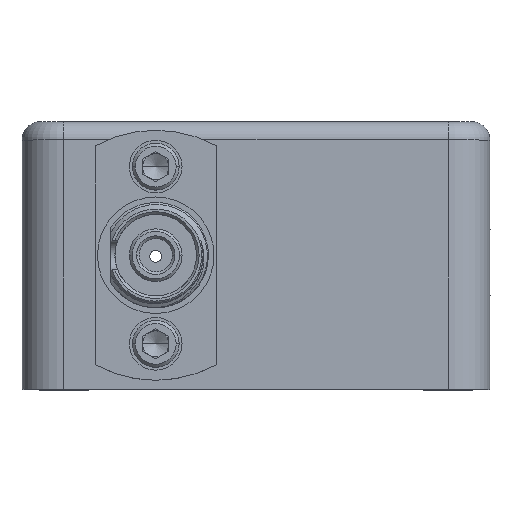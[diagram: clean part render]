
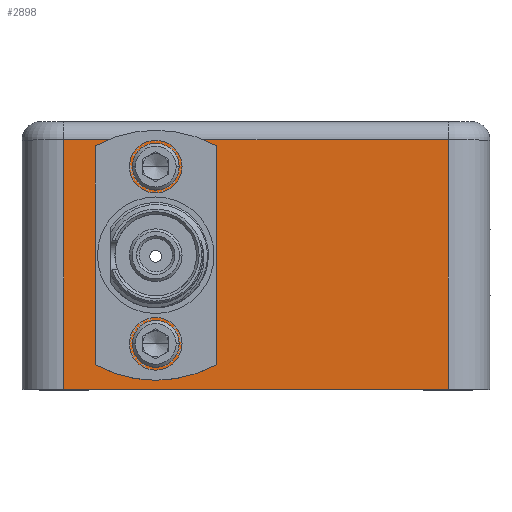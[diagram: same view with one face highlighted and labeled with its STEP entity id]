
A CAD part, top view. The second image highlights one B-rep face of the part: STEP entity #2898.
In plain terms, the highlighted planar face has unit normal (0, 0, 1).
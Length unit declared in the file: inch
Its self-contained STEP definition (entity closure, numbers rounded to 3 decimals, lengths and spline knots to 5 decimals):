
#2770 = EDGE_CURVE ( 'NONE', #2771, #2772, #26517, .T. ) ;
#2771 = VERTEX_POINT ( 'NONE', #26510 ) ;
#2772 = VERTEX_POINT ( 'NONE', #26507 ) ;
#2777 = ORIENTED_EDGE ( 'NONE', *, *, #2781, .F. ) ;
#2781 = EDGE_CURVE ( 'NONE', #2772, #2771, #26487, .T. ) ;
#2786 = EDGE_LOOP ( 'NONE', ( #2972, #2842 ) ) ;
#2842 = ORIENTED_EDGE ( 'NONE', *, *, #2847, .F. ) ;
#2847 = EDGE_CURVE ( 'NONE', #64359, #71846, #26784, .T. ) ;
#2851 = EDGE_LOOP ( 'NONE', ( #2857, #2869 ) ) ;
#2857 = ORIENTED_EDGE ( 'NONE', *, *, #2858, .F. ) ;
#2858 = EDGE_CURVE ( 'NONE', #2859, #2863, #26887, .T. ) ;
#2859 = VERTEX_POINT ( 'NONE', #26877 ) ;
#2863 = VERTEX_POINT ( 'NONE', #26876 ) ;
#2869 = ORIENTED_EDGE ( 'NONE', *, *, #2870, .F. ) ;
#2870 = EDGE_CURVE ( 'NONE', #2863, #2859, #26937, .T. ) ;
#2876 = EDGE_LOOP ( 'NONE', ( #2879, #2936, #2944, #2956 ) ) ;
#2879 = ORIENTED_EDGE ( 'NONE', *, *, #2925, .T. ) ;
#2898 = ADVANCED_FACE ( 'NONE', ( #27009, #27007, #27005, #27003 ), #26951, .F. ) ;
#2900 = EDGE_LOOP ( 'NONE', ( #2905, #2777 ) ) ;
#2905 = ORIENTED_EDGE ( 'NONE', *, *, #2770, .F. ) ;
#2925 = EDGE_CURVE ( 'NONE', #2927, #2931, #27109, .T. ) ;
#2927 = VERTEX_POINT ( 'NONE', #27103 ) ;
#2931 = VERTEX_POINT ( 'NONE', #27100 ) ;
#2936 = ORIENTED_EDGE ( 'NONE', *, *, #2938, .T. ) ;
#2938 = EDGE_CURVE ( 'NONE', #2931, #2940, #27088, .T. ) ;
#2940 = VERTEX_POINT ( 'NONE', #27084 ) ;
#2944 = ORIENTED_EDGE ( 'NONE', *, *, #2947, .T. ) ;
#2947 = EDGE_CURVE ( 'NONE', #2940, #2951, #27073, .T. ) ;
#2951 = VERTEX_POINT ( 'NONE', #27139 ) ;
#2956 = ORIENTED_EDGE ( 'NONE', *, *, #2959, .T. ) ;
#2959 = EDGE_CURVE ( 'NONE', #2951, #2927, #27237, .T. ) ;
#2972 = ORIENTED_EDGE ( 'NONE', *, *, #2974, .F. ) ;
#2974 = EDGE_CURVE ( 'NONE', #71846, #64359, #27347, .T. ) ;
#26481 = DIRECTION ( 'NONE',  ( 1., 0., 0. ) ) ;
#26482 = DIRECTION ( 'NONE',  ( 0., 0., 1. ) ) ;
#26484 = CARTESIAN_POINT ( 'NONE',  ( -0.3, 0.135, 0. ) ) ;
#26486 = AXIS2_PLACEMENT_3D ( 'NONE', #26484, #26482, #26481 ) ;
#26487 = CIRCLE ( 'NONE', #26486, 0.035 ) ;
#26507 = CARTESIAN_POINT ( 'NONE',  ( -0.335, 0.135, 0. ) ) ;
#26510 = CARTESIAN_POINT ( 'NONE',  ( -0.265, 0.135, 0. ) ) ;
#26512 = DIRECTION ( 'NONE',  ( 1., 0., 0. ) ) ;
#26513 = DIRECTION ( 'NONE',  ( 0., 0., 1. ) ) ;
#26514 = CARTESIAN_POINT ( 'NONE',  ( -0.3, 0.135, 0. ) ) ;
#26515 = AXIS2_PLACEMENT_3D ( 'NONE', #26514, #26513, #26512 ) ;
#26517 = CIRCLE ( 'NONE', #26515, 0.035 ) ;
#26777 = DIRECTION ( 'NONE',  ( 1., 0., 0. ) ) ;
#26779 = DIRECTION ( 'NONE',  ( 0., 0., 1. ) ) ;
#26781 = CARTESIAN_POINT ( 'NONE',  ( -0.3, 0.665, 0. ) ) ;
#26782 = AXIS2_PLACEMENT_3D ( 'NONE', #26781, #26779, #26777 ) ;
#26784 = CIRCLE ( 'NONE', #26782, 0.035 ) ;
#26876 = CARTESIAN_POINT ( 'NONE',  ( -0.46, 0.4, 0. ) ) ;
#26877 = CARTESIAN_POINT ( 'NONE',  ( -0.14, 0.4, 0. ) ) ;
#26879 = DIRECTION ( 'NONE',  ( 1., 0., 0. ) ) ;
#26881 = DIRECTION ( 'NONE',  ( 0., 0., 1. ) ) ;
#26883 = CARTESIAN_POINT ( 'NONE',  ( -0.3, 0.4, 0. ) ) ;
#26884 = AXIS2_PLACEMENT_3D ( 'NONE', #26883, #26881, #26879 ) ;
#26887 = CIRCLE ( 'NONE', #26884, 0.16 ) ;
#26931 = DIRECTION ( 'NONE',  ( 1., 0., 0. ) ) ;
#26933 = DIRECTION ( 'NONE',  ( 0., 0., 1. ) ) ;
#26935 = CARTESIAN_POINT ( 'NONE',  ( -0.3, 0.4, 0. ) ) ;
#26936 = AXIS2_PLACEMENT_3D ( 'NONE', #26935, #26933, #26931 ) ;
#26937 = CIRCLE ( 'NONE', #26936, 0.16 ) ;
#26951 = PLANE ( 'NONE',  #27066 ) ;
#26955 = CARTESIAN_POINT ( 'NONE',  ( -0.7, 0.8, 0. ) ) ;
#27003 = FACE_OUTER_BOUND ( 'NONE', #2876, .T. ) ;
#27005 = FACE_BOUND ( 'NONE', #2851, .T. ) ;
#27007 = FACE_BOUND ( 'NONE', #2786, .T. ) ;
#27009 = FACE_BOUND ( 'NONE', #2900, .T. ) ;
#27063 = DIRECTION ( 'NONE',  ( -1., 0., 0. ) ) ;
#27065 = DIRECTION ( 'NONE',  ( 0., 0., -1. ) ) ;
#27066 = AXIS2_PLACEMENT_3D ( 'NONE', #26955, #27065, #27063 ) ;
#27069 = DIRECTION ( 'NONE',  ( 0., -1., 0. ) ) ;
#27070 = VECTOR ( 'NONE', #27069, 39.37008 ) ;
#27072 = CARTESIAN_POINT ( 'NONE',  ( -0.575, 0.8, 0. ) ) ;
#27073 = LINE ( 'NONE', #27072, #27070 ) ;
#27084 = CARTESIAN_POINT ( 'NONE',  ( -0.575, 0.745, 0. ) ) ;
#27085 = DIRECTION ( 'NONE',  ( -1., 0., 0. ) ) ;
#27086 = VECTOR ( 'NONE', #27085, 39.37008 ) ;
#27087 = CARTESIAN_POINT ( 'NONE',  ( -0.575, 0.745, 0. ) ) ;
#27088 = LINE ( 'NONE', #27087, #27086 ) ;
#27100 = CARTESIAN_POINT ( 'NONE',  ( 0.575, 0.745, 0. ) ) ;
#27103 = CARTESIAN_POINT ( 'NONE',  ( 0.575, 0., 0. ) ) ;
#27106 = DIRECTION ( 'NONE',  ( 0., 1., 0. ) ) ;
#27107 = VECTOR ( 'NONE', #27106, 39.37008 ) ;
#27108 = CARTESIAN_POINT ( 'NONE',  ( 0.575, 0.8, 0. ) ) ;
#27109 = LINE ( 'NONE', #27108, #27107 ) ;
#27139 = CARTESIAN_POINT ( 'NONE',  ( -0.575, 0., 0. ) ) ;
#27234 = DIRECTION ( 'NONE',  ( 1., 0., 0. ) ) ;
#27235 = VECTOR ( 'NONE', #27234, 39.37008 ) ;
#27236 = CARTESIAN_POINT ( 'NONE',  ( -0.7, 0., 0. ) ) ;
#27237 = LINE ( 'NONE', #27236, #27235 ) ;
#27342 = DIRECTION ( 'NONE',  ( 1., 0., 0. ) ) ;
#27343 = DIRECTION ( 'NONE',  ( 0., 0., 1. ) ) ;
#27345 = CARTESIAN_POINT ( 'NONE',  ( -0.3, 0.665, 0. ) ) ;
#27346 = AXIS2_PLACEMENT_3D ( 'NONE', #27345, #27343, #27342 ) ;
#27347 = CIRCLE ( 'NONE', #27346, 0.035 ) ;
#64265 = CARTESIAN_POINT ( 'NONE',  ( -0.335, 0.665, 0. ) ) ;
#64302 = CARTESIAN_POINT ( 'NONE',  ( -0.265, 0.665, 0. ) ) ;
#64359 = VERTEX_POINT ( 'NONE', #64265 ) ;
#71846 = VERTEX_POINT ( 'NONE', #64302 ) ;
